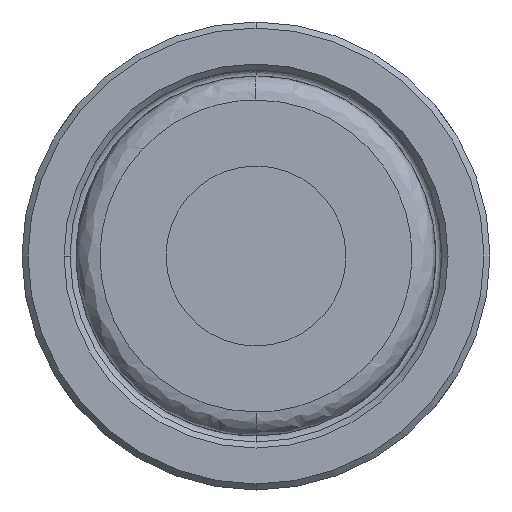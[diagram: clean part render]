
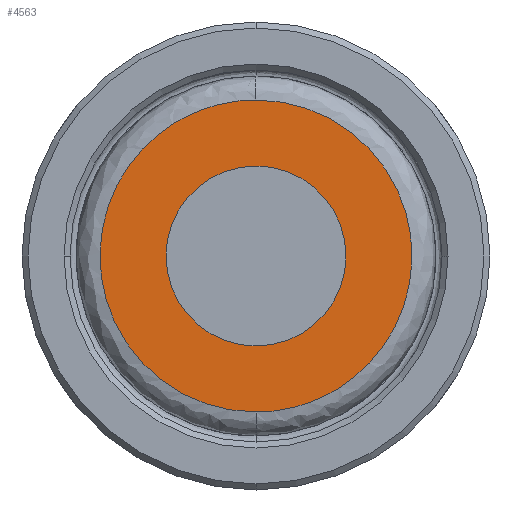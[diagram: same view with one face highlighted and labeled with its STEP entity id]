
A CAD part, front view. The second image highlights one B-rep face of the part: STEP entity #4563.
In plain terms, the highlighted planar face has unit normal (0, -1, 0).
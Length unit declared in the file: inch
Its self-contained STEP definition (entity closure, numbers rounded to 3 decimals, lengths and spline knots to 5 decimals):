
#146 = CARTESIAN_POINT ( 'NONE',  ( 0.59044, 0.08311, 1.89311 ) ) ;
#220 = CARTESIAN_POINT ( 'NONE',  ( 0.59161, 0.08311, 1.08603 ) ) ;
#260 = VERTEX_POINT ( 'NONE', #220 ) ;
#264 = ORIENTED_EDGE ( 'NONE', *, *, #4905, .T. ) ;
#268 = AXIS2_PLACEMENT_3D ( 'NONE', #628, #3374, #1018 ) ;
#444 = CIRCLE ( 'NONE', #3898, 0.29528 ) ;
#484 = CARTESIAN_POINT ( 'NONE',  ( 0.59075, 0.08311, 1.67658 ) ) ;
#577 = DIRECTION ( 'NONE',  ( 0., -1., 0. ) ) ;
#612 = EDGE_LOOP ( 'NONE', ( #264, #2896 ) ) ;
#628 = CARTESIAN_POINT ( 'NONE',  ( 0.59118, 0.08311, 1.3813 ) ) ;
#721 = CARTESIAN_POINT ( 'NONE',  ( 0.59044, 0.08311, 1.89311 ) ) ;
#722 = EDGE_CURVE ( 'NONE', #2472, #4945, #2207, .T. ) ;
#755 = CARTESIAN_POINT ( 'NONE',  ( 1.61406, 0.08311, 1.89459 ) ) ;
#1018 = DIRECTION ( 'NONE',  ( 0.001, 0., -1. ) ) ;
#1260 = VERTEX_POINT ( 'NONE', #484 ) ;
#1554 = FACE_OUTER_BOUND ( 'NONE', #1647, .T. ) ;
#1647 = EDGE_LOOP ( 'NONE', ( #2949, #3601 ) ) ;
#1712 = CARTESIAN_POINT ( 'NONE',  ( 0.59118, 0.08311, 1.3813 ) ) ;
#1895 = AXIS2_PLACEMENT_3D ( 'NONE', #4471, #577, #3321 ) ;
#1953 = CARTESIAN_POINT ( 'NONE',  ( -0.43318, 0.08311, 1.89163 ) ) ;
#2108 = DIRECTION ( 'NONE',  ( 0.001, 0., -1. ) ) ;
#2207 =( BOUNDED_CURVE ( )  B_SPLINE_CURVE ( 3, ( #3470, #4681, #1953, #721 ),
 .UNSPECIFIED., .F., .F. ) 
 B_SPLINE_CURVE_WITH_KNOTS ( ( 4, 4 ),
 ( 0., 1. ),
 .UNSPECIFIED. ) 
 CURVE ( )  GEOMETRIC_REPRESENTATION_ITEM ( )  RATIONAL_B_SPLINE_CURVE ( ( 1., 0.333, 0.333, 1. ) ) 
 REPRESENTATION_ITEM ( '' )  );
#2348 = FACE_BOUND ( 'NONE', #612, .T. ) ;
#2414 = CARTESIAN_POINT ( 'NONE',  ( 0.59192, 0.08311, 0.86949 ) ) ;
#2472 = VERTEX_POINT ( 'NONE', #4935 ) ;
#2613 =( BOUNDED_CURVE ( )  B_SPLINE_CURVE ( 3, ( #3117, #755, #4774, #2414 ),
 .UNSPECIFIED., .F., .F. ) 
 B_SPLINE_CURVE_WITH_KNOTS ( ( 4, 4 ),
 ( 0., 1. ),
 .UNSPECIFIED. ) 
 CURVE ( )  GEOMETRIC_REPRESENTATION_ITEM ( )  RATIONAL_B_SPLINE_CURVE ( ( 1., 0.333, 0.333, 1. ) ) 
 REPRESENTATION_ITEM ( '' )  );
#2896 = ORIENTED_EDGE ( 'NONE', *, *, #4179, .T. ) ;
#2949 = ORIENTED_EDGE ( 'NONE', *, *, #3169, .F. ) ;
#3117 = CARTESIAN_POINT ( 'NONE',  ( 0.59044, 0.08311, 1.89311 ) ) ;
#3169 = EDGE_CURVE ( 'NONE', #4945, #2472, #2613, .T. ) ;
#3321 = DIRECTION ( 'NONE',  ( 0.001, 0., -1. ) ) ;
#3374 = DIRECTION ( 'NONE',  ( 0., 1., 0. ) ) ;
#3470 = CARTESIAN_POINT ( 'NONE',  ( 0.59192, 0.08311, 0.86949 ) ) ;
#3601 = ORIENTED_EDGE ( 'NONE', *, *, #722, .F. ) ;
#3898 = AXIS2_PLACEMENT_3D ( 'NONE', #1712, #4473, #2108 ) ;
#4179 = EDGE_CURVE ( 'NONE', #1260, #260, #4268, .T. ) ;
#4268 = CIRCLE ( 'NONE', #268, 0.29528 ) ;
#4471 = CARTESIAN_POINT ( 'NONE',  ( 0.88645, 0.08311, 1.38173 ) ) ;
#4473 = DIRECTION ( 'NONE',  ( 0., 1., 0. ) ) ;
#4563 = ADVANCED_FACE ( 'NONE', ( #2348, #1554 ), #4901, .T. ) ;
#4681 = CARTESIAN_POINT ( 'NONE',  ( -0.4317, 0.08311, 0.86801 ) ) ;
#4774 = CARTESIAN_POINT ( 'NONE',  ( 1.61554, 0.08311, 0.87097 ) ) ;
#4901 = PLANE ( 'NONE',  #1895 ) ;
#4905 = EDGE_CURVE ( 'NONE', #260, #1260, #444, .T. ) ;
#4935 = CARTESIAN_POINT ( 'NONE',  ( 0.59192, 0.08311, 0.86949 ) ) ;
#4945 = VERTEX_POINT ( 'NONE', #146 ) ;
